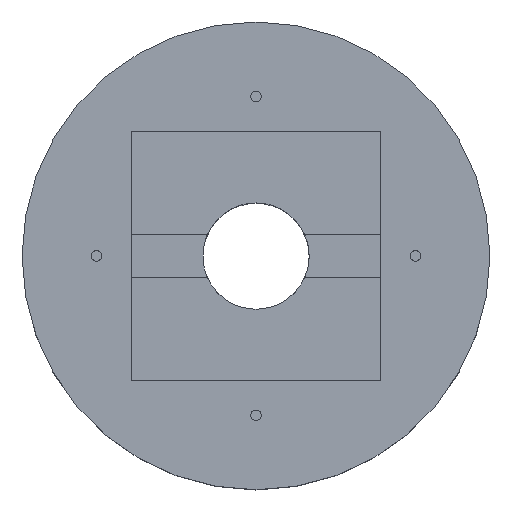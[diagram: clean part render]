
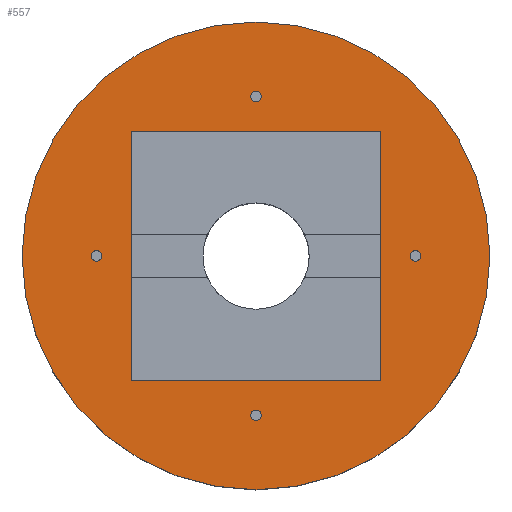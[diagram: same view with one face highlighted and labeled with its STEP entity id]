
A CAD part, top view. The second image highlights one B-rep face of the part: STEP entity #557.
In plain terms, the highlighted planar face has unit normal (0, 0, 1).
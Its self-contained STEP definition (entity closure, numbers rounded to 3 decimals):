
#22=FACE_BOUND('',#113,.T.);
#23=FACE_BOUND('',#114,.T.);
#24=FACE_BOUND('',#115,.T.);
#25=FACE_BOUND('',#116,.T.);
#26=FACE_BOUND('',#117,.T.);
#48=PLANE('',#624);
#76=FACE_OUTER_BOUND('',#112,.T.);
#112=EDGE_LOOP('',(#474));
#113=EDGE_LOOP('',(#475));
#114=EDGE_LOOP('',(#476));
#115=EDGE_LOOP('',(#477));
#116=EDGE_LOOP('',(#478));
#117=EDGE_LOOP('',(#479,#480,#481,#482));
#155=LINE('',#905,#200);
#164=LINE('',#925,#209);
#168=LINE('',#933,#213);
#169=LINE('',#935,#214);
#200=VECTOR('',#727,10.);
#209=VECTOR('',#746,10.);
#213=VECTOR('',#756,10.);
#214=VECTOR('',#759,10.);
#223=CIRCLE('',#585,0.75);
#225=CIRCLE('',#589,0.75);
#227=CIRCLE('',#593,0.75);
#229=CIRCLE('',#597,0.75);
#239=CIRCLE('',#623,33.);
#252=VERTEX_POINT('',#831);
#254=VERTEX_POINT('',#838);
#256=VERTEX_POINT('',#845);
#258=VERTEX_POINT('',#852);
#277=VERTEX_POINT('',#903);
#278=VERTEX_POINT('',#904);
#283=VERTEX_POINT('',#923);
#284=VERTEX_POINT('',#924);
#288=VERTEX_POINT('',#942);
#301=EDGE_CURVE('',#252,#252,#223,.T.);
#304=EDGE_CURVE('',#254,#254,#225,.T.);
#307=EDGE_CURVE('',#256,#256,#227,.T.);
#310=EDGE_CURVE('',#258,#258,#229,.T.);
#334=EDGE_CURVE('',#277,#278,#155,.T.);
#345=EDGE_CURVE('',#283,#284,#164,.T.);
#350=EDGE_CURVE('',#284,#277,#168,.T.);
#351=EDGE_CURVE('',#278,#283,#169,.T.);
#354=EDGE_CURVE('',#288,#288,#239,.T.);
#474=ORIENTED_EDGE('',*,*,#354,.T.);
#475=ORIENTED_EDGE('',*,*,#301,.T.);
#476=ORIENTED_EDGE('',*,*,#304,.T.);
#477=ORIENTED_EDGE('',*,*,#307,.T.);
#478=ORIENTED_EDGE('',*,*,#310,.T.);
#479=ORIENTED_EDGE('',*,*,#334,.T.);
#480=ORIENTED_EDGE('',*,*,#351,.T.);
#481=ORIENTED_EDGE('',*,*,#345,.T.);
#482=ORIENTED_EDGE('',*,*,#350,.T.);
#557=ADVANCED_FACE('',(#76,#22,#23,#24,#25,#26),#48,.T.);
#585=AXIS2_PLACEMENT_3D('',#832,#655,#656);
#589=AXIS2_PLACEMENT_3D('',#839,#664,#665);
#593=AXIS2_PLACEMENT_3D('',#846,#673,#674);
#597=AXIS2_PLACEMENT_3D('',#853,#682,#683);
#623=AXIS2_PLACEMENT_3D('',#943,#768,#769);
#624=AXIS2_PLACEMENT_3D('',#945,#771,#772);
#655=DIRECTION('center_axis',(0.,0.,-1.));
#656=DIRECTION('ref_axis',(-1.,0.,0.));
#664=DIRECTION('center_axis',(0.,0.,-1.));
#665=DIRECTION('ref_axis',(-1.,0.,0.));
#673=DIRECTION('center_axis',(0.,0.,-1.));
#674=DIRECTION('ref_axis',(-1.,0.,0.));
#682=DIRECTION('center_axis',(0.,0.,-1.));
#683=DIRECTION('ref_axis',(-1.,0.,0.));
#727=DIRECTION('',(0.,1.,0.));
#746=DIRECTION('',(0.,-1.,0.));
#756=DIRECTION('',(-1.,0.,0.));
#759=DIRECTION('',(1.,0.,0.));
#768=DIRECTION('center_axis',(0.,0.,1.));
#769=DIRECTION('ref_axis',(-1.,0.,0.));
#771=DIRECTION('center_axis',(0.,0.,1.));
#772=DIRECTION('ref_axis',(-1.,0.,0.));
#831=CARTESIAN_POINT('',(0.75,22.5,113.85));
#832=CARTESIAN_POINT('Origin',(0.,22.5,113.85));
#838=CARTESIAN_POINT('',(23.25,0.,113.85));
#839=CARTESIAN_POINT('Origin',(22.5,0.,113.85));
#845=CARTESIAN_POINT('',(-21.75,0.,113.85));
#846=CARTESIAN_POINT('Origin',(-22.5,0.,113.85));
#852=CARTESIAN_POINT('',(0.75,-22.5,113.85));
#853=CARTESIAN_POINT('Origin',(0.,-22.5,113.85));
#903=CARTESIAN_POINT('',(-17.6,-17.6,113.85));
#904=CARTESIAN_POINT('',(-17.6,17.6,113.85));
#905=CARTESIAN_POINT('',(-17.6,-8.8,113.85));
#923=CARTESIAN_POINT('',(17.6,17.6,113.85));
#924=CARTESIAN_POINT('',(17.6,-17.6,113.85));
#925=CARTESIAN_POINT('',(17.6,8.8,113.85));
#933=CARTESIAN_POINT('',(8.8,-17.6,113.85));
#935=CARTESIAN_POINT('',(-8.8,17.6,113.85));
#942=CARTESIAN_POINT('',(33.,0.,113.85));
#943=CARTESIAN_POINT('Origin',(0.,0.,113.85));
#945=CARTESIAN_POINT('Origin',(0.,0.,113.85));
